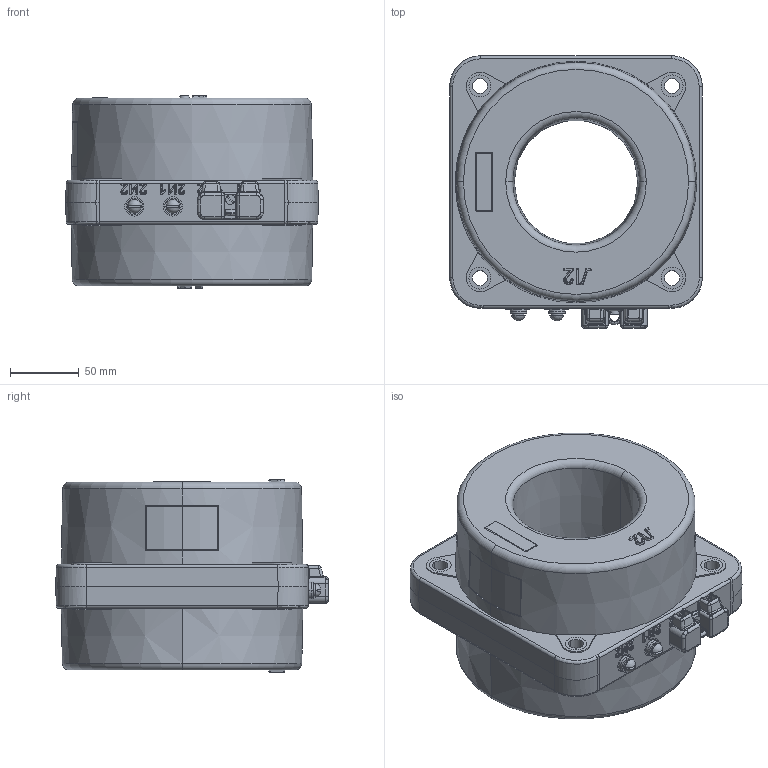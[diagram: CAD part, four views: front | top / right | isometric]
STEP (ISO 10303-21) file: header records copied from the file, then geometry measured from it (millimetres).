
FILE_DESCRIPTION (( 'STEP AP203' ), '1' );
FILE_NAME ('ÒØË-0,66-VI-2-2.STEP', '2020-06-02T05:06:41', ( '' ), ( '' ), 'SwSTEP 2.0', 'SolidWorks 2010', '' );
FILE_SCHEMA (( 'CONFIG_CONTROL_DESIGN' ));
Length unit declared in the file: millimetre
Products named in the file (1): ﾒﾘﾋ-0,66-VI-2-2
Bounding box: 184 x 198.5 x 140 mm (x, y, z)
Surface area: 178274.2 mm2 (no closed solid volume)
Topology: 0 solids, 18 shells, 469 faces, 1415 edges, 954 vertices
Faces by surface type: plane 194, cone 101, cylinder 83, bspline 71, sphere 12, torus 8
Entity records: 17969 total; most frequent: CARTESIAN_POINT 6118, ORIENTED_EDGE 2491, DIRECTION 2286, EDGE_CURVE 1413, VERTEX_POINT 954, AXIS2_PLACEMENT_3D 819, VECTOR 648, LINE 648
